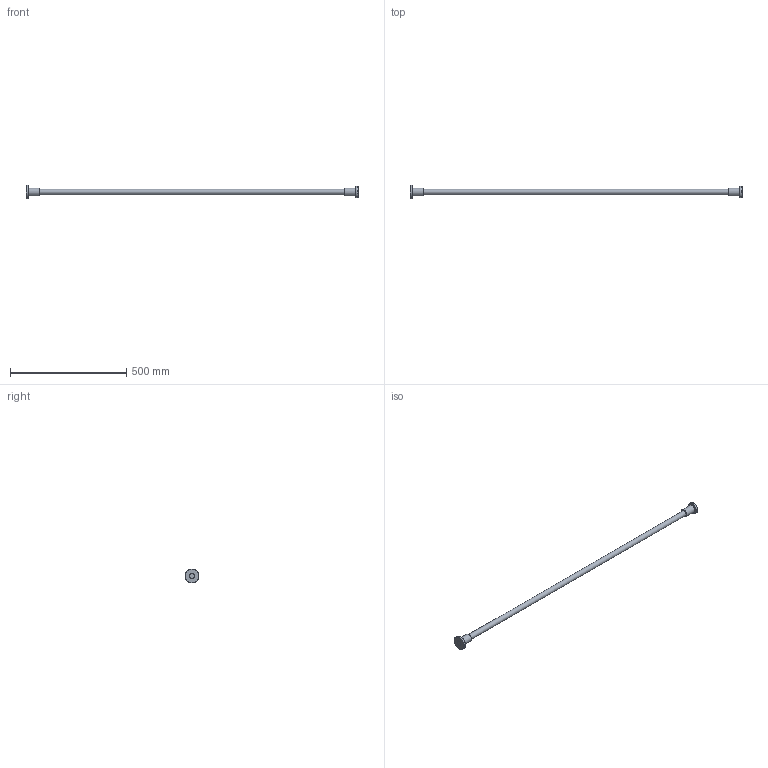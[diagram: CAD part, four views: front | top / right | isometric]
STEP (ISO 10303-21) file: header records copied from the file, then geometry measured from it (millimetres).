
FILE_DESCRIPTION(/* description */ ('STEP AP214'),/* implementation_level */ '2;1');
FILE_NAME(/* name */ 'LEAD SCREW.stp',/* time_stamp */ '2025-12-13T08:56:12-08:00',/* author */ ('admin'),/* organization */ (''),/* preprocessor_version */ 'ST-DEVELOPER v20.1',/* originating_system */ 'Autodesk Inventor 2026',/* authorisation */ '');
FILE_SCHEMA (('AUTOMOTIVE_DESIGN { 1 0 10303 214 3 1 1 }'));
Length unit declared in the file: inch
Products named in the file (1): LEAD SCREW
Bounding box: 1430 x 60 x 60 mm (x, y, z)
Volume: 730695.7 mm3; surface area: 138924.1 mm2
Topology: 3 solids, 3 shells, 26 faces, 51 edges, 33 vertices
Faces by surface type: cone 11, plane 8, cylinder 7
Full cylindrical faces by diameter (mm): 24 x3, 34 x2, 50 x1, 60 x1
Entity records: 744 total; most frequent: DIRECTION 138, CARTESIAN_POINT 111, ORIENTED_EDGE 102, AXIS2_PLACEMENT_3D 60, EDGE_CURVE 51, CIRCLE 33, VERTEX_POINT 33, EDGE_LOOP 32
